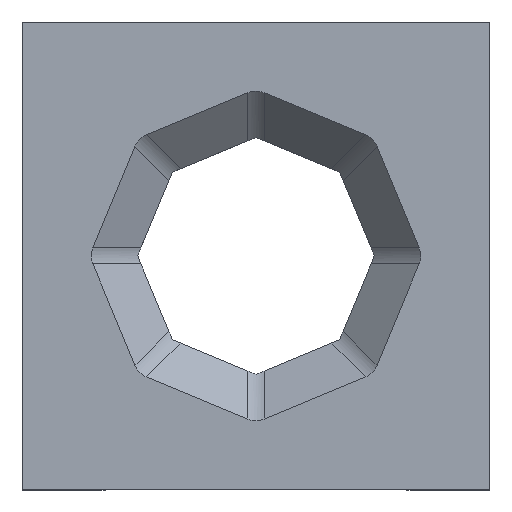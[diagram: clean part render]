
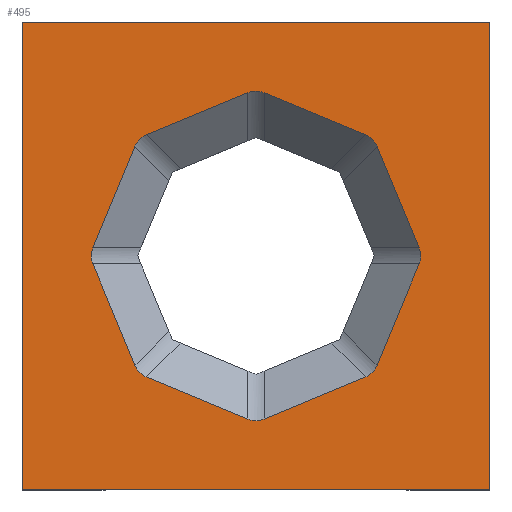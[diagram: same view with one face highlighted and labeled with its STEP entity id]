
A CAD part, top view. The second image highlights one B-rep face of the part: STEP entity #495.
In plain terms, the highlighted planar face has unit normal (0, 0, 1).
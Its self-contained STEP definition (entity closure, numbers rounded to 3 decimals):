
#131 = VERTEX_POINT('',#132);
#132 = CARTESIAN_POINT('',(0.541,11.023,0.));
#138 = EDGE_CURVE('',#139,#131,#141,.T.);
#139 = VERTEX_POINT('',#140);
#140 = CARTESIAN_POINT('',(-0.541,11.023,0.));
#141 = ELLIPSE('',#142,2.947,2.);
#142 = AXIS2_PLACEMENT_3D('',#143,#144,#145);
#143 = CARTESIAN_POINT('',(0.,8.186,0.));
#144 = DIRECTION('',(0.,0.,-1.));
#145 = DIRECTION('',(0.,1.,0.));
#317 = VERTEX_POINT('',#318);
#318 = CARTESIAN_POINT('',(-7.412,8.177,0.));
#324 = EDGE_CURVE('',#139,#317,#325,.T.);
#325 = LINE('',#326,#327);
#326 = CARTESIAN_POINT('',(-1.148,10.772,0.));
#327 = VECTOR('',#328,1.);
#328 = DIRECTION('',(-0.924,-0.383,0.));
#384 = VERTEX_POINT('',#385);
#385 = CARTESIAN_POINT('',(-8.177,7.412,0.));
#391 = EDGE_CURVE('',#317,#384,#392,.T.);
#392 = ELLIPSE('',#393,2.947,2.);
#393 = AXIS2_PLACEMENT_3D('',#394,#395,#396);
#394 = CARTESIAN_POINT('',(-5.788,5.788,0.));
#395 = DIRECTION('',(0.,0.,1.));
#396 = DIRECTION('',(-0.707,0.707,0.));
#452 = VERTEX_POINT('',#453);
#453 = CARTESIAN_POINT('',(8.177,7.412,0.));
#459 = EDGE_CURVE('',#460,#452,#462,.T.);
#460 = VERTEX_POINT('',#461);
#461 = CARTESIAN_POINT('',(7.412,8.177,0.));
#462 = ELLIPSE('',#463,2.947,2.);
#463 = AXIS2_PLACEMENT_3D('',#464,#465,#466);
#464 = CARTESIAN_POINT('',(5.788,5.788,0.));
#465 = DIRECTION('',(0.,0.,-1.));
#466 = DIRECTION('',(0.707,0.707,0.));
#484 = EDGE_CURVE('',#460,#131,#485,.T.);
#485 = LINE('',#486,#487);
#486 = CARTESIAN_POINT('',(6.805,8.428,0.));
#487 = VECTOR('',#488,1.);
#488 = DIRECTION('',(-0.924,0.383,0.));
#495 = ADVANCED_FACE('',(#496,#594),#628,.T.);
#496 = FACE_BOUND('',#497,.T.);
#497 = EDGE_LOOP('',(#498,#499,#500,#508,#517,#525,#534,#542,#551,#559,
    #568,#576,#585,#591,#592,#593));
#498 = ORIENTED_EDGE('',*,*,#484,.F.);
#499 = ORIENTED_EDGE('',*,*,#459,.T.);
#500 = ORIENTED_EDGE('',*,*,#501,.F.);
#501 = EDGE_CURVE('',#502,#452,#504,.T.);
#502 = VERTEX_POINT('',#503);
#503 = CARTESIAN_POINT('',(11.023,0.541,0.));
#504 = LINE('',#505,#506);
#505 = CARTESIAN_POINT('',(10.772,1.148,0.));
#506 = VECTOR('',#507,1.);
#507 = DIRECTION('',(-0.383,0.924,0.));
#508 = ORIENTED_EDGE('',*,*,#509,.T.);
#509 = EDGE_CURVE('',#502,#510,#512,.T.);
#510 = VERTEX_POINT('',#511);
#511 = CARTESIAN_POINT('',(11.023,-0.541,0.));
#512 = ELLIPSE('',#513,2.947,2.);
#513 = AXIS2_PLACEMENT_3D('',#514,#515,#516);
#514 = CARTESIAN_POINT('',(8.186,0.,0.));
#515 = DIRECTION('',(0.,0.,-1.));
#516 = DIRECTION('',(1.,0.,0.));
#517 = ORIENTED_EDGE('',*,*,#518,.F.);
#518 = EDGE_CURVE('',#519,#510,#521,.T.);
#519 = VERTEX_POINT('',#520);
#520 = CARTESIAN_POINT('',(8.177,-7.412,0.));
#521 = LINE('',#522,#523);
#522 = CARTESIAN_POINT('',(8.428,-6.805,0.));
#523 = VECTOR('',#524,1.);
#524 = DIRECTION('',(0.383,0.924,0.));
#525 = ORIENTED_EDGE('',*,*,#526,.T.);
#526 = EDGE_CURVE('',#519,#527,#529,.T.);
#527 = VERTEX_POINT('',#528);
#528 = CARTESIAN_POINT('',(7.412,-8.177,0.));
#529 = ELLIPSE('',#530,2.947,2.);
#530 = AXIS2_PLACEMENT_3D('',#531,#532,#533);
#531 = CARTESIAN_POINT('',(5.788,-5.788,0.));
#532 = DIRECTION('',(0.,-0.,-1.));
#533 = DIRECTION('',(0.707,-0.707,0.));
#534 = ORIENTED_EDGE('',*,*,#535,.F.);
#535 = EDGE_CURVE('',#536,#527,#538,.T.);
#536 = VERTEX_POINT('',#537);
#537 = CARTESIAN_POINT('',(0.541,-11.023,0.));
#538 = LINE('',#539,#540);
#539 = CARTESIAN_POINT('',(1.148,-10.772,0.));
#540 = VECTOR('',#541,1.);
#541 = DIRECTION('',(0.924,0.383,0.));
#542 = ORIENTED_EDGE('',*,*,#543,.T.);
#543 = EDGE_CURVE('',#536,#544,#546,.T.);
#544 = VERTEX_POINT('',#545);
#545 = CARTESIAN_POINT('',(-0.541,-11.023,-0.));
#546 = ELLIPSE('',#547,2.947,2.);
#547 = AXIS2_PLACEMENT_3D('',#548,#549,#550);
#548 = CARTESIAN_POINT('',(0.,-8.186,0.));
#549 = DIRECTION('',(-0.,-0.,-1.));
#550 = DIRECTION('',(0.,-1.,0.));
#551 = ORIENTED_EDGE('',*,*,#552,.F.);
#552 = EDGE_CURVE('',#553,#544,#555,.T.);
#553 = VERTEX_POINT('',#554);
#554 = CARTESIAN_POINT('',(-7.412,-8.177,0.));
#555 = LINE('',#556,#557);
#556 = CARTESIAN_POINT('',(-6.805,-8.428,0.));
#557 = VECTOR('',#558,1.);
#558 = DIRECTION('',(0.924,-0.383,0.));
#559 = ORIENTED_EDGE('',*,*,#560,.F.);
#560 = EDGE_CURVE('',#561,#553,#563,.T.);
#561 = VERTEX_POINT('',#562);
#562 = CARTESIAN_POINT('',(-8.177,-7.412,0.));
#563 = ELLIPSE('',#564,2.947,2.);
#564 = AXIS2_PLACEMENT_3D('',#565,#566,#567);
#565 = CARTESIAN_POINT('',(-5.788,-5.788,0.));
#566 = DIRECTION('',(0.,0.,1.));
#567 = DIRECTION('',(-0.707,-0.707,0.));
#568 = ORIENTED_EDGE('',*,*,#569,.F.);
#569 = EDGE_CURVE('',#570,#561,#572,.T.);
#570 = VERTEX_POINT('',#571);
#571 = CARTESIAN_POINT('',(-11.023,-0.541,0.));
#572 = LINE('',#573,#574);
#573 = CARTESIAN_POINT('',(-10.772,-1.148,0.));
#574 = VECTOR('',#575,1.);
#575 = DIRECTION('',(0.383,-0.924,0.));
#576 = ORIENTED_EDGE('',*,*,#577,.F.);
#577 = EDGE_CURVE('',#578,#570,#580,.T.);
#578 = VERTEX_POINT('',#579);
#579 = CARTESIAN_POINT('',(-11.023,0.541,0.));
#580 = ELLIPSE('',#581,2.947,2.);
#581 = AXIS2_PLACEMENT_3D('',#582,#583,#584);
#582 = CARTESIAN_POINT('',(-8.186,0.,0.));
#583 = DIRECTION('',(0.,0.,1.));
#584 = DIRECTION('',(-1.,0.,0.));
#585 = ORIENTED_EDGE('',*,*,#586,.F.);
#586 = EDGE_CURVE('',#384,#578,#587,.T.);
#587 = LINE('',#588,#589);
#588 = CARTESIAN_POINT('',(-8.428,6.805,0.));
#589 = VECTOR('',#590,1.);
#590 = DIRECTION('',(-0.383,-0.924,0.));
#591 = ORIENTED_EDGE('',*,*,#391,.F.);
#592 = ORIENTED_EDGE('',*,*,#324,.F.);
#593 = ORIENTED_EDGE('',*,*,#138,.T.);
#594 = FACE_BOUND('',#595,.T.);
#595 = EDGE_LOOP('',(#596,#606,#614,#622));
#596 = ORIENTED_EDGE('',*,*,#597,.T.);
#597 = EDGE_CURVE('',#598,#600,#602,.T.);
#598 = VERTEX_POINT('',#599);
#599 = CARTESIAN_POINT('',(15.8,-15.8,0.));
#600 = VERTEX_POINT('',#601);
#601 = CARTESIAN_POINT('',(15.8,15.8,0.));
#602 = LINE('',#603,#604);
#603 = CARTESIAN_POINT('',(15.8,-15.8,0.));
#604 = VECTOR('',#605,1.);
#605 = DIRECTION('',(0.,1.,0.));
#606 = ORIENTED_EDGE('',*,*,#607,.T.);
#607 = EDGE_CURVE('',#600,#608,#610,.T.);
#608 = VERTEX_POINT('',#609);
#609 = CARTESIAN_POINT('',(-15.8,15.8,0.));
#610 = LINE('',#611,#612);
#611 = CARTESIAN_POINT('',(15.8,15.8,0.));
#612 = VECTOR('',#613,1.);
#613 = DIRECTION('',(-1.,0.,0.));
#614 = ORIENTED_EDGE('',*,*,#615,.T.);
#615 = EDGE_CURVE('',#608,#616,#618,.T.);
#616 = VERTEX_POINT('',#617);
#617 = CARTESIAN_POINT('',(-15.8,-15.8,0.));
#618 = LINE('',#619,#620);
#619 = CARTESIAN_POINT('',(-15.8,15.8,0.));
#620 = VECTOR('',#621,1.);
#621 = DIRECTION('',(0.,-1.,0.));
#622 = ORIENTED_EDGE('',*,*,#623,.T.);
#623 = EDGE_CURVE('',#616,#598,#624,.T.);
#624 = LINE('',#625,#626);
#625 = CARTESIAN_POINT('',(-15.8,-15.8,0.));
#626 = VECTOR('',#627,1.);
#627 = DIRECTION('',(1.,0.,0.));
#628 = PLANE('',#629);
#629 = AXIS2_PLACEMENT_3D('',#630,#631,#632);
#630 = CARTESIAN_POINT('',(0.,0.,0.));
#631 = DIRECTION('',(0.,0.,1.));
#632 = DIRECTION('',(1.,0.,0.));
